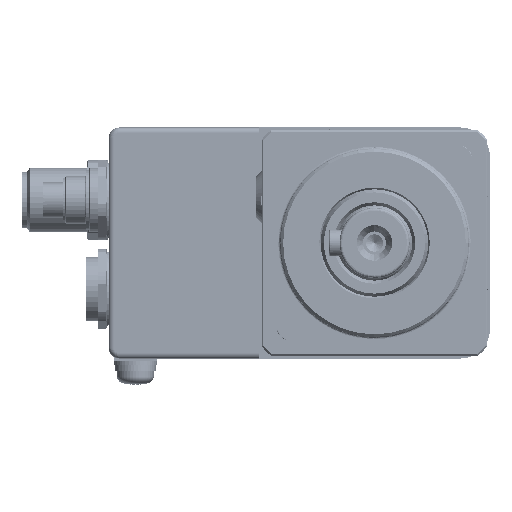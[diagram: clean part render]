
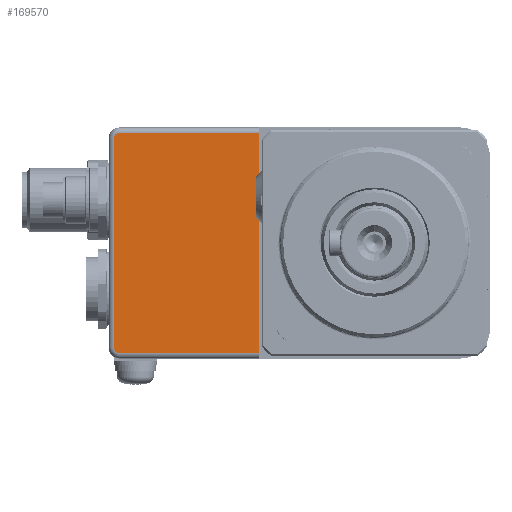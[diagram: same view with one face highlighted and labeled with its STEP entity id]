
A CAD part, left-side view. The second image highlights one B-rep face of the part: STEP entity #169570.
In plain terms, the highlighted planar face has unit normal (-1, 0, 0).
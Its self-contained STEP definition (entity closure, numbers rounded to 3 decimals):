
#1070 = CARTESIAN_POINT ( 'NONE',  ( -46., 0., 0. ) ) ;
#3827 = CIRCLE ( 'NONE', #132007, 1. ) ;
#5986 = EDGE_CURVE ( 'NONE', #93465, #14055, #84203, .T. ) ;
#9123 = AXIS2_PLACEMENT_3D ( 'NONE', #1070, #98872, #127457 ) ;
#9424 = LINE ( 'NONE', #24072, #173208 ) ;
#12412 = DIRECTION ( 'NONE',  ( 0., 0., -1. ) ) ;
#13914 = VERTEX_POINT ( 'NONE', #155898 ) ;
#14055 = VERTEX_POINT ( 'NONE', #19677 ) ;
#16723 = EDGE_CURVE ( 'NONE', #71068, #93465, #101887, .T. ) ;
#19677 = CARTESIAN_POINT ( 'NONE',  ( -46., 43., -42. ) ) ;
#23475 = CARTESIAN_POINT ( 'NONE',  ( -46., 70., 0. ) ) ;
#24072 = CARTESIAN_POINT ( 'NONE',  ( -46., 0., -1. ) ) ;
#34331 = CARTESIAN_POINT ( 'NONE',  ( -46., 43., -42. ) ) ;
#38170 = DIRECTION ( 'NONE',  ( 0., 1., 0. ) ) ;
#49212 = CARTESIAN_POINT ( 'NONE',  ( -46., 70., -41. ) ) ;
#50622 = CARTESIAN_POINT ( 'NONE',  ( -46., 69., -42. ) ) ;
#51476 = VECTOR ( 'NONE', #77195, 1000. ) ;
#55811 = AXIS2_PLACEMENT_3D ( 'NONE', #110247, #82113, #12412 ) ;
#56705 = ORIENTED_EDGE ( 'NONE', *, *, #141066, .T. ) ;
#65295 = ORIENTED_EDGE ( 'NONE', *, *, #170054, .T. ) ;
#69904 = LINE ( 'NONE', #23475, #176849 ) ;
#71068 = VERTEX_POINT ( 'NONE', #49212 ) ;
#77195 = DIRECTION ( 'NONE',  ( 0., -1., 0. ) ) ;
#81979 = ORIENTED_EDGE ( 'NONE', *, *, #5986, .T. ) ;
#82113 = DIRECTION ( 'NONE',  ( -1., 0., 0. ) ) ;
#83241 = ORIENTED_EDGE ( 'NONE', *, *, #179876, .F. ) ;
#84203 = LINE ( 'NONE', #34331, #51476 ) ;
#93465 = VERTEX_POINT ( 'NONE', #50622 ) ;
#97333 = VERTEX_POINT ( 'NONE', #131015 ) ;
#98872 = DIRECTION ( 'NONE',  ( 1., 0., 0. ) ) ;
#99437 = PLANE ( 'NONE',  #9123 ) ;
#99451 = EDGE_LOOP ( 'NONE', ( #153308, #81979, #83241, #65295, #56705, #142071 ) ) ;
#101887 = CIRCLE ( 'NONE', #55811, 1. ) ;
#110247 = CARTESIAN_POINT ( 'NONE',  ( -46., 69., -41. ) ) ;
#116682 = FACE_OUTER_BOUND ( 'NONE', #99451, .T. ) ;
#117529 = CARTESIAN_POINT ( 'NONE',  ( -46., 43., 0. ) ) ;
#118306 = CARTESIAN_POINT ( 'NONE',  ( -46., 69., -1. ) ) ;
#124436 = VERTEX_POINT ( 'NONE', #118306 ) ;
#127457 = DIRECTION ( 'NONE',  ( 0., 0., -1. ) ) ;
#131015 = CARTESIAN_POINT ( 'NONE',  ( -46., 43., -1. ) ) ;
#132007 = AXIS2_PLACEMENT_3D ( 'NONE', #173410, #173988, #133763 ) ;
#133763 = DIRECTION ( 'NONE',  ( 0., 0., -1. ) ) ;
#141066 = EDGE_CURVE ( 'NONE', #124436, #13914, #3827, .T. ) ;
#142071 = ORIENTED_EDGE ( 'NONE', *, *, #176799, .T. ) ;
#149856 = DIRECTION ( 'NONE',  ( 0., 0., -1. ) ) ;
#153308 = ORIENTED_EDGE ( 'NONE', *, *, #16723, .T. ) ;
#155898 = CARTESIAN_POINT ( 'NONE',  ( -46., 70., -2. ) ) ;
#160406 = LINE ( 'NONE', #117529, #177909 ) ;
#169570 = ADVANCED_FACE ( 'NONE', ( #116682 ), #99437, .F. ) ;
#170054 = EDGE_CURVE ( 'NONE', #97333, #124436, #9424, .T. ) ;
#173208 = VECTOR ( 'NONE', #38170, 1000. ) ;
#173410 = CARTESIAN_POINT ( 'NONE',  ( -46., 69., -2. ) ) ;
#173988 = DIRECTION ( 'NONE',  ( -1., 0., 0. ) ) ;
#174203 = DIRECTION ( 'NONE',  ( 0., 0., -1. ) ) ;
#176799 = EDGE_CURVE ( 'NONE', #13914, #71068, #69904, .T. ) ;
#176849 = VECTOR ( 'NONE', #149856, 1000. ) ;
#177909 = VECTOR ( 'NONE', #174203, 1000. ) ;
#179876 = EDGE_CURVE ( 'NONE', #97333, #14055, #160406, .T. ) ;
